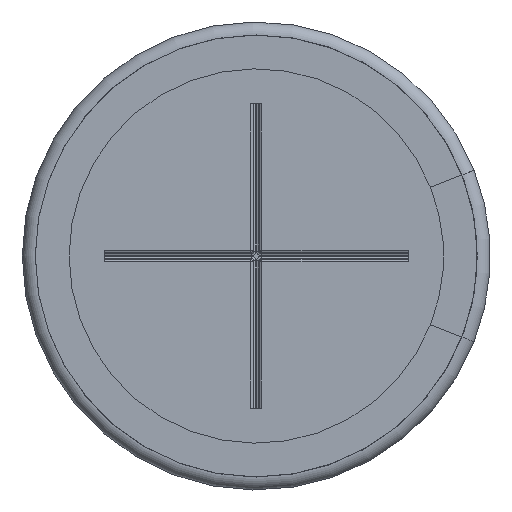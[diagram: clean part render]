
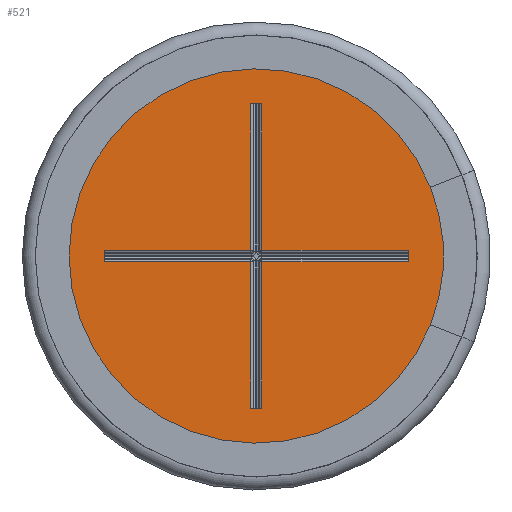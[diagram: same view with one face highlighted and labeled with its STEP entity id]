
A CAD part, front view. The second image highlights one B-rep face of the part: STEP entity #521.
In plain terms, the highlighted planar face has unit normal (0, -1, 0).
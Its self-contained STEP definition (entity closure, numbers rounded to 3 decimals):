
#100=FACE_BOUND('',#824,.T.);
#101=FACE_BOUND('',#825,.T.);
#472=PLANE('',#2572);
#521=ADVANCED_FACE('',(#100,#101),#472,.T.);
#824=EDGE_LOOP('',(#1318));
#825=EDGE_LOOP('',(#1319,#1320,#1321,#1322,#1323,#1324,#1325,#1326,#1327,
#1328,#1329,#1330));
#968=LINE('',#3692,#1092);
#969=LINE('',#3695,#1093);
#970=LINE('',#3697,#1094);
#971=LINE('',#3699,#1095);
#972=LINE('',#3701,#1096);
#973=LINE('',#3703,#1097);
#974=LINE('',#3705,#1098);
#975=LINE('',#3707,#1099);
#976=LINE('',#3709,#1100);
#977=LINE('',#3711,#1101);
#978=LINE('',#3713,#1102);
#979=LINE('',#3715,#1103);
#1092=VECTOR('',#2967,1.);
#1093=VECTOR('',#2968,1.);
#1094=VECTOR('',#2969,1.);
#1095=VECTOR('',#2970,1.);
#1096=VECTOR('',#2971,1.);
#1097=VECTOR('',#2972,1.);
#1098=VECTOR('',#2973,1.);
#1099=VECTOR('',#2974,1.);
#1100=VECTOR('',#2975,1.);
#1101=VECTOR('',#2976,1.);
#1102=VECTOR('',#2977,1.);
#1103=VECTOR('',#2978,1.);
#1318=ORIENTED_EDGE('',*,*,#2082,.T.);
#1319=ORIENTED_EDGE('',*,*,#2083,.F.);
#1320=ORIENTED_EDGE('',*,*,#2084,.T.);
#1321=ORIENTED_EDGE('',*,*,#2085,.T.);
#1322=ORIENTED_EDGE('',*,*,#2086,.F.);
#1323=ORIENTED_EDGE('',*,*,#2087,.T.);
#1324=ORIENTED_EDGE('',*,*,#2088,.T.);
#1325=ORIENTED_EDGE('',*,*,#2089,.T.);
#1326=ORIENTED_EDGE('',*,*,#2090,.T.);
#1327=ORIENTED_EDGE('',*,*,#2091,.T.);
#1328=ORIENTED_EDGE('',*,*,#2092,.T.);
#1329=ORIENTED_EDGE('',*,*,#2093,.T.);
#1330=ORIENTED_EDGE('',*,*,#2094,.T.);
#1862=VERTEX_POINT('',#3691);
#1863=VERTEX_POINT('',#3693);
#1864=VERTEX_POINT('',#3694);
#1865=VERTEX_POINT('',#3696);
#1866=VERTEX_POINT('',#3698);
#1867=VERTEX_POINT('',#3700);
#1868=VERTEX_POINT('',#3702);
#1869=VERTEX_POINT('',#3704);
#1870=VERTEX_POINT('',#3706);
#1871=VERTEX_POINT('',#3708);
#1872=VERTEX_POINT('',#3710);
#1873=VERTEX_POINT('',#3712);
#1874=VERTEX_POINT('',#3714);
#2082=EDGE_CURVE('',#1862,#1862,#2374,.T.);
#2083=EDGE_CURVE('',#1863,#1864,#968,.T.);
#2084=EDGE_CURVE('',#1863,#1865,#969,.T.);
#2085=EDGE_CURVE('',#1865,#1866,#970,.T.);
#2086=EDGE_CURVE('',#1867,#1866,#971,.T.);
#2087=EDGE_CURVE('',#1867,#1868,#972,.T.);
#2088=EDGE_CURVE('',#1868,#1869,#973,.T.);
#2089=EDGE_CURVE('',#1869,#1870,#974,.T.);
#2090=EDGE_CURVE('',#1870,#1871,#975,.T.);
#2091=EDGE_CURVE('',#1871,#1872,#976,.T.);
#2092=EDGE_CURVE('',#1872,#1873,#977,.T.);
#2093=EDGE_CURVE('',#1873,#1874,#978,.T.);
#2094=EDGE_CURVE('',#1874,#1864,#979,.T.);
#2374=CIRCLE('',#2571,8.5);
#2571=AXIS2_PLACEMENT_3D('',#3690,#2965,#2966);
#2572=AXIS2_PLACEMENT_3D('',#3716,#2979,#2980);
#2965=DIRECTION('',(0.,-1.,0.));
#2966=DIRECTION('',(0.,0.,-1.));
#2967=DIRECTION('',(-1.,0.,0.));
#2968=DIRECTION('',(0.,0.,-1.));
#2969=DIRECTION('',(1.,0.,0.));
#2970=DIRECTION('',(0.,0.,1.));
#2971=DIRECTION('',(-1.,0.,0.));
#2972=DIRECTION('',(0.,0.,-1.));
#2973=DIRECTION('',(-1.,0.,0.));
#2974=DIRECTION('',(0.,0.,1.));
#2975=DIRECTION('',(-1.,0.,0.));
#2976=DIRECTION('',(0.,0.,1.));
#2977=DIRECTION('',(1.,0.,0.));
#2978=DIRECTION('',(0.,0.,1.));
#2979=DIRECTION('',(0.,-1.,0.));
#2980=DIRECTION('',(0.,0.,-1.));
#3690=CARTESIAN_POINT('',(0.,0.1,0.));
#3691=CARTESIAN_POINT('',(0.,0.1,-8.5));
#3692=CARTESIAN_POINT('',(0.15,0.1,5.85));
#3693=CARTESIAN_POINT('',(0.212,0.1,5.85));
#3694=CARTESIAN_POINT('',(-0.212,0.1,5.85));
#3695=CARTESIAN_POINT('',(0.212,0.1,0.15));
#3696=CARTESIAN_POINT('',(0.212,0.1,0.212));
#3697=CARTESIAN_POINT('',(5.85,0.1,0.212));
#3698=CARTESIAN_POINT('',(5.85,0.1,0.212));
#3699=CARTESIAN_POINT('',(5.85,0.1,-0.15));
#3700=CARTESIAN_POINT('',(5.85,0.1,-0.212));
#3701=CARTESIAN_POINT('',(0.15,0.1,-0.212));
#3702=CARTESIAN_POINT('',(0.212,0.1,-0.212));
#3703=CARTESIAN_POINT('',(0.212,0.1,-5.85));
#3704=CARTESIAN_POINT('',(0.212,0.1,-5.85));
#3705=CARTESIAN_POINT('',(0.15,0.1,-5.85));
#3706=CARTESIAN_POINT('',(-0.212,0.1,-5.85));
#3707=CARTESIAN_POINT('',(-0.212,0.1,-0.15));
#3708=CARTESIAN_POINT('',(-0.212,0.1,-0.212));
#3709=CARTESIAN_POINT('',(-5.85,0.1,-0.212));
#3710=CARTESIAN_POINT('',(-5.85,0.1,-0.212));
#3711=CARTESIAN_POINT('',(-5.85,0.1,-0.15));
#3712=CARTESIAN_POINT('',(-5.85,0.1,0.212));
#3713=CARTESIAN_POINT('',(-0.15,0.1,0.212));
#3714=CARTESIAN_POINT('',(-0.212,0.1,0.212));
#3715=CARTESIAN_POINT('',(-0.212,0.1,5.85));
#3716=CARTESIAN_POINT('',(0.,0.1,0.));
